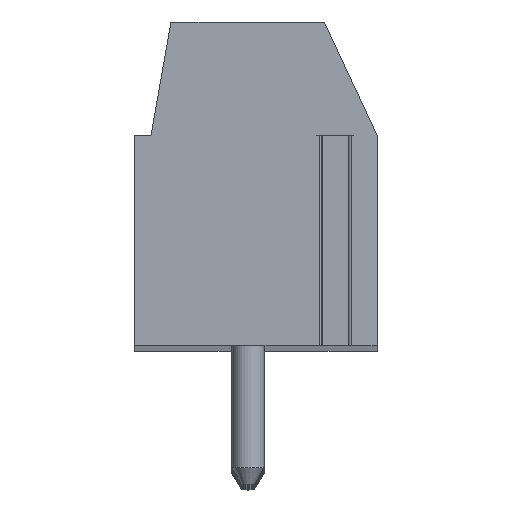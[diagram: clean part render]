
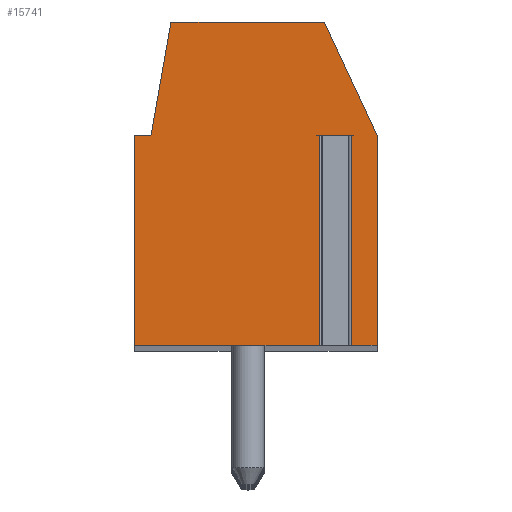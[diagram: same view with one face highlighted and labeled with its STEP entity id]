
A CAD part, top view. The second image highlights one B-rep face of the part: STEP entity #15741.
In plain terms, the highlighted planar face has unit normal (0, 0, 1).
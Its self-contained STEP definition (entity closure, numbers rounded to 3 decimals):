
#371=DIRECTION('',(-1.,0.,0.));
#372=VECTOR('',#371,0.996);
#373=CARTESIAN_POINT('',(2.948,1.5,102.5));
#374=LINE('',#373,#372);
#375=DIRECTION('',(0.,-1.,0.));
#376=VECTOR('',#375,6.5);
#377=CARTESIAN_POINT('',(1.952,1.5,102.5));
#378=LINE('',#377,#376);
#379=DIRECTION('',(1.,0.,0.));
#380=VECTOR('',#379,5.702);
#381=CARTESIAN_POINT('',(-3.75,-5.,102.5));
#382=LINE('',#381,#380);
#383=DIRECTION('',(0.,-1.,0.));
#384=VECTOR('',#383,6.5);
#385=CARTESIAN_POINT('',(-3.75,1.5,102.5));
#386=LINE('',#385,#384);
#387=DIRECTION('',(-1.,0.,0.));
#388=VECTOR('',#387,0.5);
#389=CARTESIAN_POINT('',(-3.25,1.5,102.5));
#390=LINE('',#389,#388);
#391=DIRECTION('',(-0.174,-0.985,0.));
#392=VECTOR('',#391,3.554);
#393=CARTESIAN_POINT('',(-2.633,5.,102.5));
#394=LINE('',#393,#392);
#395=DIRECTION('',(-1.,0.,0.));
#396=VECTOR('',#395,4.751);
#397=CARTESIAN_POINT('',(2.118,5.,102.5));
#398=LINE('',#397,#396);
#399=DIRECTION('',(-0.423,0.906,0.));
#400=VECTOR('',#399,3.862);
#401=CARTESIAN_POINT('',(3.75,1.5,102.5));
#402=LINE('',#401,#400);
#403=DIRECTION('',(0.,1.,0.));
#404=VECTOR('',#403,6.5);
#405=CARTESIAN_POINT('',(3.75,-5.,102.5));
#406=LINE('',#405,#404);
#407=DIRECTION('',(1.,0.,0.));
#408=VECTOR('',#407,0.802);
#409=CARTESIAN_POINT('',(2.948,-5.,102.5));
#410=LINE('',#409,#408);
#411=DIRECTION('',(0.,-1.,0.));
#412=VECTOR('',#411,6.5);
#413=CARTESIAN_POINT('',(2.948,1.5,102.5));
#414=LINE('',#413,#412);
#12163=CARTESIAN_POINT('',(3.75,-5.,102.5));
#12164=CARTESIAN_POINT('',(3.75,1.5,102.5));
#12165=VERTEX_POINT('',#12163);
#12166=VERTEX_POINT('',#12164);
#12167=CARTESIAN_POINT('',(2.118,5.,102.5));
#12168=VERTEX_POINT('',#12167);
#12169=CARTESIAN_POINT('',(-2.633,5.,102.5));
#12170=VERTEX_POINT('',#12169);
#12171=CARTESIAN_POINT('',(-3.25,1.5,102.5));
#12172=VERTEX_POINT('',#12171);
#12173=CARTESIAN_POINT('',(-3.75,1.5,102.5));
#12174=VERTEX_POINT('',#12173);
#12175=CARTESIAN_POINT('',(-3.75,-5.,102.5));
#12176=VERTEX_POINT('',#12175);
#12221=CARTESIAN_POINT('',(2.948,1.5,102.5));
#12222=CARTESIAN_POINT('',(1.952,1.5,102.5));
#12223=VERTEX_POINT('',#12221);
#12224=VERTEX_POINT('',#12222);
#12225=CARTESIAN_POINT('',(2.948,-5.,
102.5));
#12226=VERTEX_POINT('',#12225);
#12227=CARTESIAN_POINT('',(1.952,-5.,
102.5));
#12228=VERTEX_POINT('',#12227);
#15715=CARTESIAN_POINT('',(0.,0.,102.5));
#15716=DIRECTION('',(0.,0.,1.));
#15717=DIRECTION('',(1.,0.,0.));
#15718=AXIS2_PLACEMENT_3D('',#15715,#15716,#15717);
#15719=PLANE('',#15718);
#15721=ORIENTED_EDGE('',*,*,#15720,.T.);
#15723=ORIENTED_EDGE('',*,*,#15722,.T.);
#15724=ORIENTED_EDGE('',*,*,#15557,.F.);
#15726=ORIENTED_EDGE('',*,*,#15725,.F.);
#15728=ORIENTED_EDGE('',*,*,#15727,.F.);
#15730=ORIENTED_EDGE('',*,*,#15729,.F.);
#15732=ORIENTED_EDGE('',*,*,#15731,.F.);
#15734=ORIENTED_EDGE('',*,*,#15733,.F.);
#15736=ORIENTED_EDGE('',*,*,#15735,.F.);
#15737=ORIENTED_EDGE('',*,*,#15536,.F.);
#15738=ORIENTED_EDGE('',*,*,#15705,.F.);
#15739=EDGE_LOOP('',(#15721,#15723,#15724,#15726,#15728,#15730,#15732,#15734,
#15736,#15737,#15738));
#15740=FACE_OUTER_BOUND('',#15739,.F.);
#15536=EDGE_CURVE('',#12226,#12165,#410,.T.);
#15557=EDGE_CURVE('',#12176,#12228,#382,.T.);
#15705=EDGE_CURVE('',#12223,#12226,#414,.T.);
#15720=EDGE_CURVE('',#12223,#12224,#374,.T.);
#15722=EDGE_CURVE('',#12224,#12228,#378,.T.);
#15725=EDGE_CURVE('',#12174,#12176,#386,.T.);
#15727=EDGE_CURVE('',#12172,#12174,#390,.T.);
#15729=EDGE_CURVE('',#12170,#12172,#394,.T.);
#15731=EDGE_CURVE('',#12168,#12170,#398,.T.);
#15733=EDGE_CURVE('',#12166,#12168,#402,.T.);
#15735=EDGE_CURVE('',#12165,#12166,#406,.T.);
#15741=ADVANCED_FACE('',(#15740),#15719,.T.);
